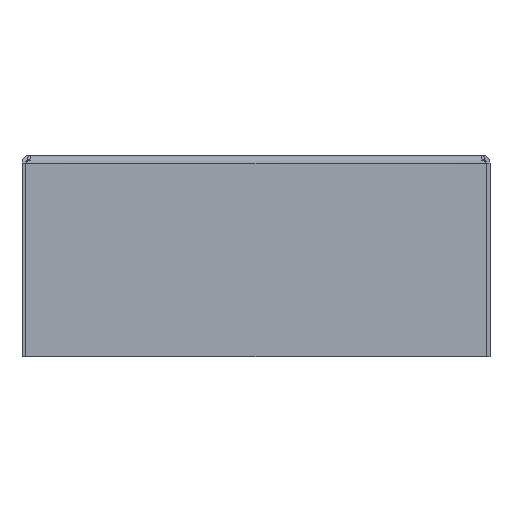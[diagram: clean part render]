
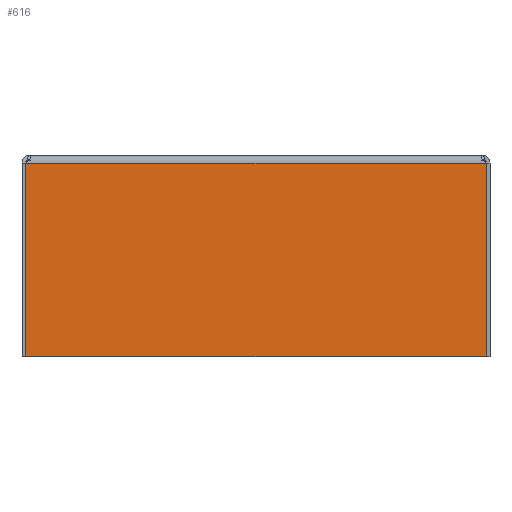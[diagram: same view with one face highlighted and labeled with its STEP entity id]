
A CAD part, front view. The second image highlights one B-rep face of the part: STEP entity #616.
In plain terms, the highlighted planar face has unit normal (0, -1, 0).
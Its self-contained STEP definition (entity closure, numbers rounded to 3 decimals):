
#19=PLANE('',#670);
#134=FACE_OUTER_BOUND('',#172,.T.);
#172=EDGE_LOOP('',(#492,#493,#494,#495));
#213=LINE('',#1167,#261);
#214=LINE('',#1169,#262);
#215=LINE('',#1171,#263);
#216=LINE('',#1172,#264);
#261=VECTOR('',#727,10.);
#262=VECTOR('',#728,10.);
#263=VECTOR('',#729,10.);
#264=VECTOR('',#730,10.);
#332=VERTEX_POINT('',#1165);
#333=VERTEX_POINT('',#1166);
#334=VERTEX_POINT('',#1168);
#335=VERTEX_POINT('',#1170);
#391=EDGE_CURVE('',#332,#333,#213,.T.);
#392=EDGE_CURVE('',#332,#334,#214,.T.);
#393=EDGE_CURVE('',#335,#334,#215,.T.);
#394=EDGE_CURVE('',#333,#335,#216,.T.);
#492=ORIENTED_EDGE('',*,*,#391,.F.);
#493=ORIENTED_EDGE('',*,*,#392,.T.);
#494=ORIENTED_EDGE('',*,*,#393,.F.);
#495=ORIENTED_EDGE('',*,*,#394,.F.);
#616=ADVANCED_FACE('',(#134),#19,.T.);
#670=AXIS2_PLACEMENT_3D('',#1164,#725,#726);
#725=DIRECTION('center_axis',(0.,-1.,0.));
#726=DIRECTION('ref_axis',(1.,0.,0.));
#727=DIRECTION('',(0.,0.,-1.));
#728=DIRECTION('',(-1.,0.,0.));
#729=DIRECTION('',(0.,0.,1.));
#730=DIRECTION('',(-1.,0.,0.));
#1164=CARTESIAN_POINT('Origin',(0.,-249.5,21.608));
#1165=CARTESIAN_POINT('',(50.165,-249.5,42.));
#1166=CARTESIAN_POINT('',(50.165,-249.5,-0.2));
#1167=CARTESIAN_POINT('',(50.165,-249.5,42.));
#1168=CARTESIAN_POINT('',(-50.165,-249.5,42.));
#1169=CARTESIAN_POINT('',(0.,-249.5,42.));
#1170=CARTESIAN_POINT('',(-50.165,-249.5,-0.2));
#1171=CARTESIAN_POINT('',(-50.165,-249.5,42.));
#1172=CARTESIAN_POINT('',(50.165,-249.5,-0.2));
